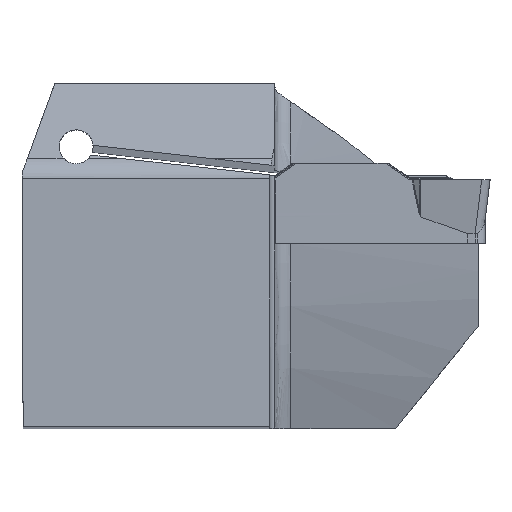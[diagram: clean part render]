
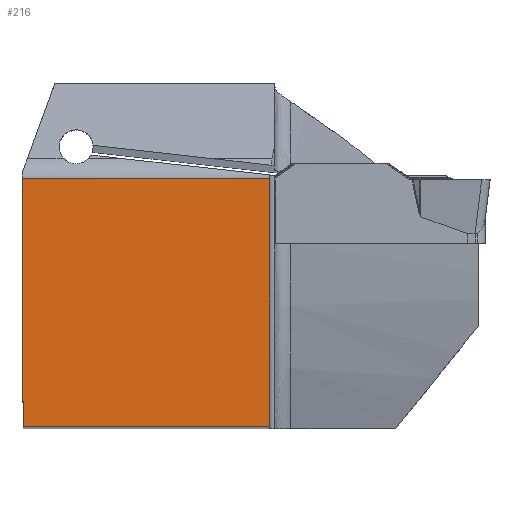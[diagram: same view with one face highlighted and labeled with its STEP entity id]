
A CAD part, top view. The second image highlights one B-rep face of the part: STEP entity #216.
In plain terms, the highlighted planar face has unit normal (0, 0, 1).
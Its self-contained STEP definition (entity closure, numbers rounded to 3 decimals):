
#145=PLANE('',#2472);
#216=ADVANCED_FACE('CU_BACK_SU1',(#350),#145,.F.);
#350=FACE_OUTER_BOUND('',#463,.T.);
#463=EDGE_LOOP('',(#875,#876,#877,#878));
#875=ORIENTED_EDGE('',*,*,#1669,.T.);
#876=ORIENTED_EDGE('',*,*,#1692,.F.);
#877=ORIENTED_EDGE('',*,*,#1703,.T.);
#878=ORIENTED_EDGE('',*,*,#1640,.T.);
#1412=VERTEX_POINT('',#3217);
#1413=VERTEX_POINT('',#3219);
#1435=VERTEX_POINT('',#3322);
#1448=VERTEX_POINT('',#3377);
#1640=EDGE_CURVE('',#1413,#1412,#1948,.T.);
#1669=EDGE_CURVE('',#1412,#1435,#1964,.T.);
#1692=EDGE_CURVE('',#1448,#1435,#1980,.T.);
#1703=EDGE_CURVE('',#1448,#1413,#1987,.T.);
#1948=LINE('',#3218,#2143);
#1964=LINE('',#3323,#2159);
#1980=LINE('',#3378,#2175);
#1987=LINE('',#3406,#2182);
#2143=VECTOR('',#2621,1.);
#2159=VECTOR('',#2667,1.);
#2175=VECTOR('',#2703,1.);
#2182=VECTOR('',#2732,1.);
#2472=AXIS2_PLACEMENT_3D('',#3407,#2733,#2734);
#2621=DIRECTION('',(0.004,-1.,0.));
#2667=DIRECTION('',(1.,0.,0.));
#2703=DIRECTION('',(0.,-1.,0.));
#2732=DIRECTION('',(-1.,0.,0.));
#2733=DIRECTION('',(0.,0.,-1.));
#2734=DIRECTION('',(0.,-1.,0.));
#3217=CARTESIAN_POINT('',(0.109,0.,0.));
#3218=CARTESIAN_POINT('',(-0.088,44.976,0.));
#3219=CARTESIAN_POINT('',(0.,24.875,0.));
#3322=CARTESIAN_POINT('',(24.875,0.,0.));
#3323=CARTESIAN_POINT('',(-23.244,0.,0.));
#3377=CARTESIAN_POINT('',(24.875,24.875,0.));
#3378=CARTESIAN_POINT('',(24.875,44.875,0.));
#3406=CARTESIAN_POINT('',(-23.244,24.875,0.));
#3407=CARTESIAN_POINT('',(-23.244,44.875,0.));
